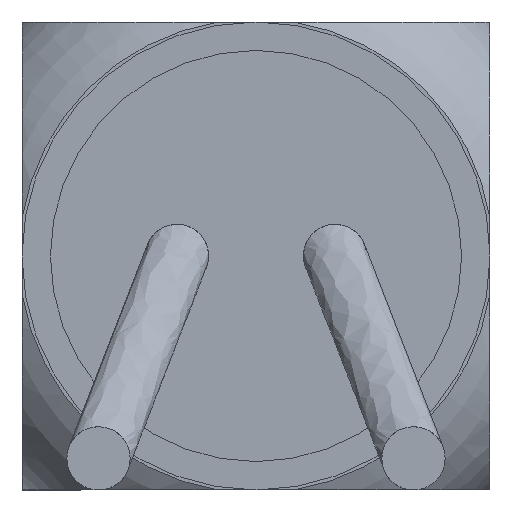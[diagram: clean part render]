
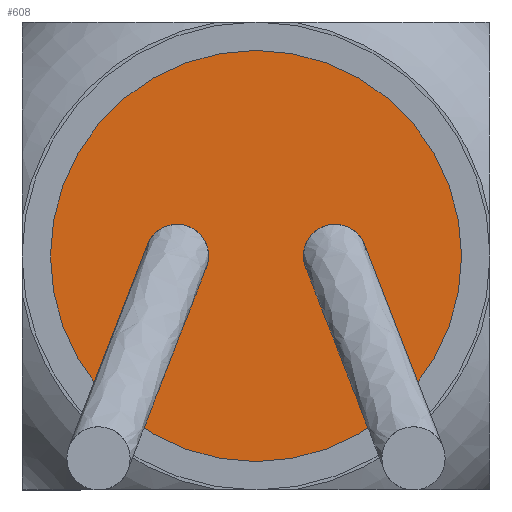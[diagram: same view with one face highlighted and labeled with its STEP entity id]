
A CAD part, front view. The second image highlights one B-rep face of the part: STEP entity #608.
In plain terms, the highlighted planar face has unit normal (0, -1, 0).
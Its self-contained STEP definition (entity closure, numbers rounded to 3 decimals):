
#72=PLANE('',#665);
#88=FACE_OUTER_BOUND('',#127,.T.);
#127=EDGE_LOOP('',(#415));
#218=CIRCLE('',#663,0.65);
#253=VERTEX_POINT('',#896);
#316=EDGE_CURVE('',#253,#253,#218,.T.);
#415=ORIENTED_EDGE('',*,*,#316,.T.);
#608=ADVANCED_FACE('',(#88),#72,.T.);
#663=AXIS2_PLACEMENT_3D('',#897,#734,#735);
#665=AXIS2_PLACEMENT_3D('',#901,#739,#740);
#734=DIRECTION('center_axis',(0.,-1.,0.));
#735=DIRECTION('ref_axis',(1.,0.,0.));
#739=DIRECTION('center_axis',(0.,-1.,0.));
#740=DIRECTION('ref_axis',(1.,0.,0.));
#896=CARTESIAN_POINT('',(0.09,-1.2,0.74));
#897=CARTESIAN_POINT('Origin',(0.74,-1.2,0.74));
#901=CARTESIAN_POINT('Origin',(0.74,-1.2,0.74));
